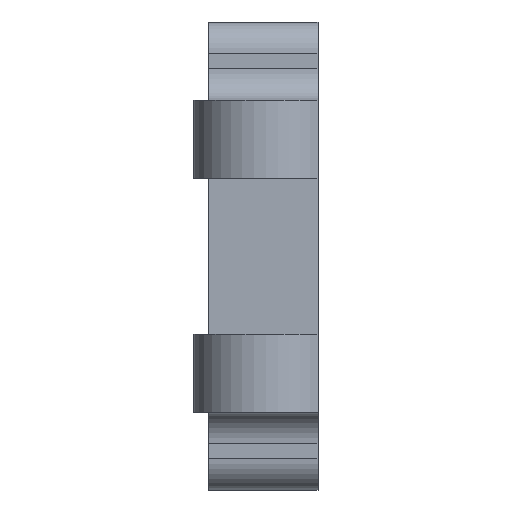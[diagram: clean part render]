
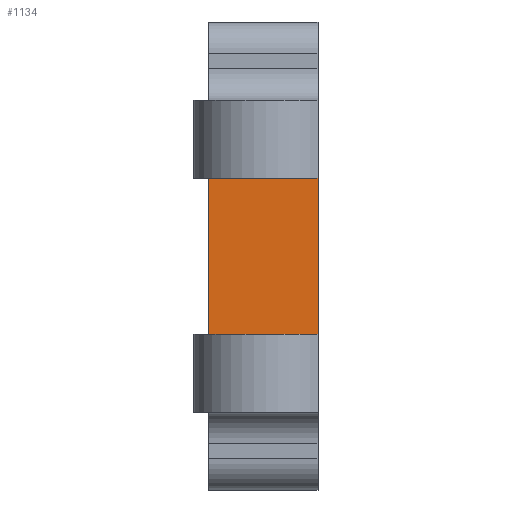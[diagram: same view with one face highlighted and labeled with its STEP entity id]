
A CAD part, left-side view. The second image highlights one B-rep face of the part: STEP entity #1134.
In plain terms, the highlighted planar face has unit normal (-1, 0, 0).
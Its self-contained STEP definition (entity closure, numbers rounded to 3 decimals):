
#39=PLANE($,#1221);
#78=FACE_OUTER_BOUND($,#139,.T.);
#139=EDGE_LOOP($,(#818,#819,#820,#821));
#226=LINE($,#1769,#334);
#227=LINE($,#1771,#335);
#228=LINE($,#1773,#336);
#229=LINE($,#1774,#337);
#334=VECTOR($,#1414,10.);
#335=VECTOR($,#1415,7.);
#336=VECTOR($,#1416,10.);
#337=VECTOR($,#1417,7.);
#516=VERTEX_POINT($,#1767);
#517=VERTEX_POINT($,#1768);
#518=VERTEX_POINT($,#1770);
#519=VERTEX_POINT($,#1772);
#640=EDGE_CURVE($,#516,#517,#226,.T.);
#641=EDGE_CURVE($,#518,#517,#227,.T.);
#642=EDGE_CURVE($,#519,#518,#228,.T.);
#643=EDGE_CURVE($,#516,#519,#229,.T.);
#818=ORIENTED_EDGE($,*,*,#640,.T.);
#819=ORIENTED_EDGE($,*,*,#641,.F.);
#820=ORIENTED_EDGE($,*,*,#642,.F.);
#821=ORIENTED_EDGE($,*,*,#643,.F.);
#1134=ADVANCED_FACE($,(#78),#39,.T.);
#1221=AXIS2_PLACEMENT_3D($,#1766,#1412,#1413);
#1412=DIRECTION('center_axis',(-1.,0.,0.));
#1413=DIRECTION('ref_axis',(0.,0.,-1.));
#1414=DIRECTION($,(0.,0.,1.));
#1415=DIRECTION($,(0.,-1.,0.));
#1416=DIRECTION($,(0.,0.,1.));
#1417=DIRECTION($,(0.,1.,0.));
#1766=CARTESIAN_POINT('Origin',(-80.,7.,20.));
#1767=CARTESIAN_POINT('',(-80.,0.,10.));
#1768=CARTESIAN_POINT('',(-80.,0.,20.));
#1769=CARTESIAN_POINT($,(-80.,0.,17.5));
#1770=CARTESIAN_POINT('',(-80.,7.,20.));
#1771=CARTESIAN_POINT($,(-80.,5.488,20.));
#1772=CARTESIAN_POINT('',(-80.,7.,10.));
#1773=CARTESIAN_POINT($,(-80.,7.,10.));
#1774=CARTESIAN_POINT($,(-80.,5.488,10.));
